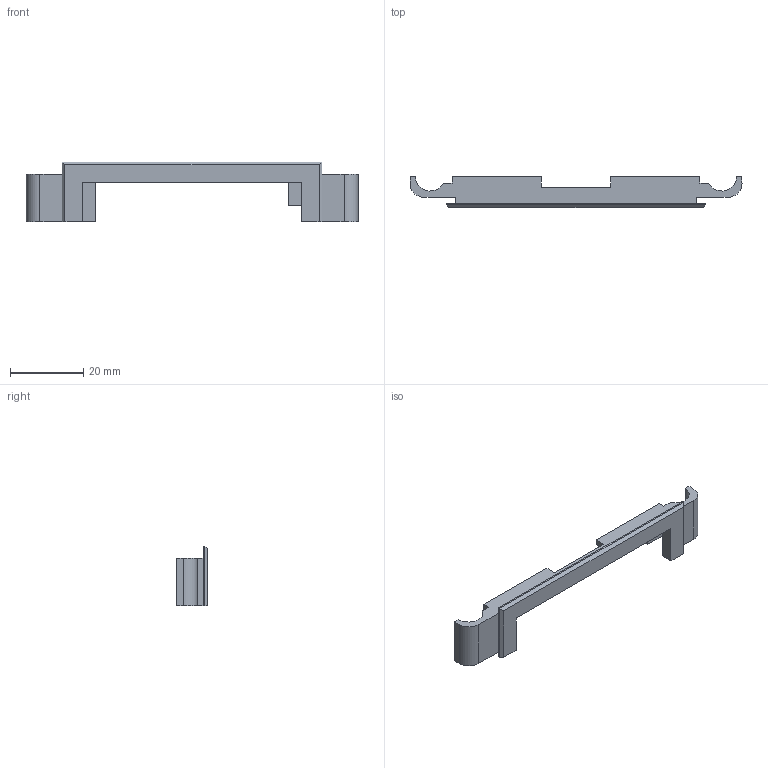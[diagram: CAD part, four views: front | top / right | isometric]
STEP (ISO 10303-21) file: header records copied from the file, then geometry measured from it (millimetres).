
FILE_DESCRIPTION(/* description */ (''),/* implementation_level */ '2;1');
FILE_NAME(/* name */ 'pannelling top.step',/* time_stamp */ '2022-07-28T22:29:21+02:00',/* author */ (''),/* organization */ (''),/* preprocessor_version */ 'ST-DEVELOPER v19',/* originating_system */ 'Autodesk Translation Framework v11.7.0.108',/* authorisation */ '');
FILE_SCHEMA (('AUTOMOTIVE_DESIGN { 1 0 10303 214 3 1 1 }'));
Length unit declared in the file: millimetre
Products named in the file (1): Sport Buzzer Top
Bounding box: 90.8 x 8.5 x 16.4 mm (x, y, z)
Volume: 2903.2 mm3; surface area: 3570.5 mm2
Topology: 1 solids, 1 shells, 51 faces, 140 edges, 91 vertices
Faces by surface type: plane 44, cylinder 7
Entity records: 1625 total; most frequent: CARTESIAN_POINT 283, ORIENTED_EDGE 280, DIRECTION 258, EDGE_CURVE 140, LINE 126, VECTOR 126, VERTEX_POINT 91, AXIS2_PLACEMENT_3D 66
